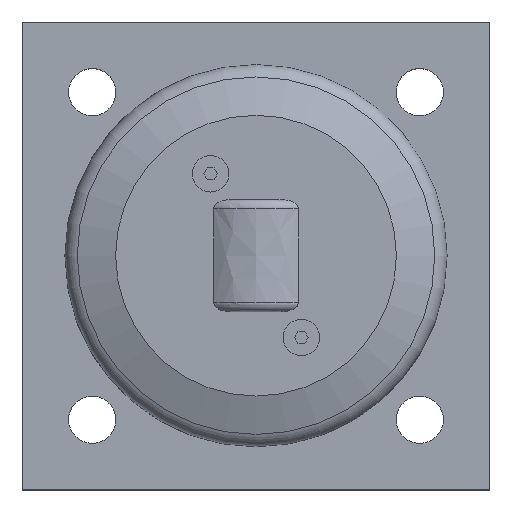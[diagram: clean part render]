
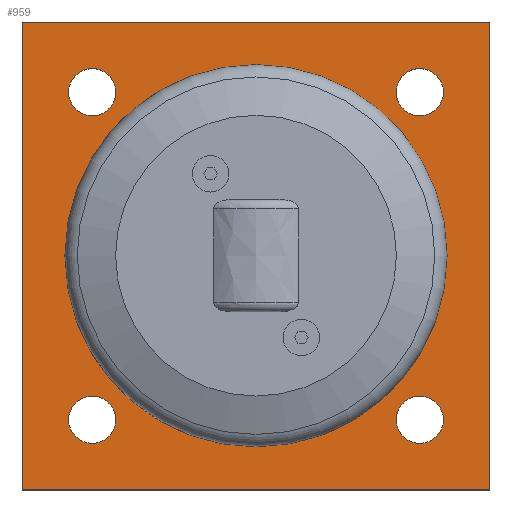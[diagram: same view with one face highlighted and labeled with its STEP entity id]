
A CAD part, top view. The second image highlights one B-rep face of the part: STEP entity #959.
In plain terms, the highlighted planar face has unit normal (0, 0, 1).
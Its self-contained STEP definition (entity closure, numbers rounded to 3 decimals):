
#46=FACE_BOUND('',#205,.T.);
#47=FACE_BOUND('',#206,.T.);
#48=FACE_BOUND('',#207,.T.);
#49=FACE_BOUND('',#208,.T.);
#50=FACE_BOUND('',#209,.T.);
#70=CIRCLE('',#1045,26.5);
#71=CIRCLE('',#1046,5.053);
#72=CIRCLE('',#1047,5.053);
#73=CIRCLE('',#1048,5.053);
#74=CIRCLE('',#1049,5.053);
#75=CIRCLE('',#1050,5.053);
#76=CIRCLE('',#1051,5.053);
#77=CIRCLE('',#1052,5.053);
#78=CIRCLE('',#1053,5.053);
#145=FACE_OUTER_BOUND('',#204,.T.);
#204=EDGE_LOOP('',(#725,#726,#727,#728));
#205=EDGE_LOOP('',(#729));
#206=EDGE_LOOP('',(#730,#731));
#207=EDGE_LOOP('',(#732,#733));
#208=EDGE_LOOP('',(#734,#735));
#209=EDGE_LOOP('',(#736,#737));
#293=LINE('',#1588,#362);
#294=LINE('',#1590,#363);
#295=LINE('',#1592,#364);
#296=LINE('',#1593,#365);
#362=VECTOR('',#1230,10.);
#363=VECTOR('',#1231,10.);
#364=VECTOR('',#1232,10.);
#365=VECTOR('',#1233,10.);
#433=VERTEX_POINT('',#1586);
#434=VERTEX_POINT('',#1587);
#435=VERTEX_POINT('',#1589);
#436=VERTEX_POINT('',#1591);
#437=VERTEX_POINT('',#1594);
#438=VERTEX_POINT('',#1596);
#439=VERTEX_POINT('',#1597);
#440=VERTEX_POINT('',#1600);
#441=VERTEX_POINT('',#1601);
#442=VERTEX_POINT('',#1604);
#443=VERTEX_POINT('',#1605);
#444=VERTEX_POINT('',#1608);
#445=VERTEX_POINT('',#1609);
#546=EDGE_CURVE('',#433,#434,#293,.T.);
#547=EDGE_CURVE('',#435,#433,#294,.T.);
#548=EDGE_CURVE('',#436,#435,#295,.T.);
#549=EDGE_CURVE('',#434,#436,#296,.T.);
#550=EDGE_CURVE('',#437,#437,#70,.T.);
#551=EDGE_CURVE('',#438,#439,#71,.T.);
#552=EDGE_CURVE('',#439,#438,#72,.T.);
#553=EDGE_CURVE('',#440,#441,#73,.T.);
#554=EDGE_CURVE('',#441,#440,#74,.T.);
#555=EDGE_CURVE('',#442,#443,#75,.T.);
#556=EDGE_CURVE('',#443,#442,#76,.T.);
#557=EDGE_CURVE('',#444,#445,#77,.T.);
#558=EDGE_CURVE('',#445,#444,#78,.T.);
#725=ORIENTED_EDGE('',*,*,#546,.F.);
#726=ORIENTED_EDGE('',*,*,#547,.F.);
#727=ORIENTED_EDGE('',*,*,#548,.F.);
#728=ORIENTED_EDGE('',*,*,#549,.F.);
#729=ORIENTED_EDGE('',*,*,#550,.T.);
#730=ORIENTED_EDGE('',*,*,#551,.T.);
#731=ORIENTED_EDGE('',*,*,#552,.T.);
#732=ORIENTED_EDGE('',*,*,#553,.T.);
#733=ORIENTED_EDGE('',*,*,#554,.T.);
#734=ORIENTED_EDGE('',*,*,#555,.T.);
#735=ORIENTED_EDGE('',*,*,#556,.T.);
#736=ORIENTED_EDGE('',*,*,#557,.T.);
#737=ORIENTED_EDGE('',*,*,#558,.T.);
#924=PLANE('',#1044);
#959=ADVANCED_FACE('',(#145,#46,#47,#48,#49,#50),#924,.T.);
#1044=AXIS2_PLACEMENT_3D('',#1585,#1228,#1229);
#1045=AXIS2_PLACEMENT_3D('',#1595,#1234,#1235);
#1046=AXIS2_PLACEMENT_3D('',#1598,#1236,#1237);
#1047=AXIS2_PLACEMENT_3D('',#1599,#1238,#1239);
#1048=AXIS2_PLACEMENT_3D('',#1602,#1240,#1241);
#1049=AXIS2_PLACEMENT_3D('',#1603,#1242,#1243);
#1050=AXIS2_PLACEMENT_3D('',#1606,#1244,#1245);
#1051=AXIS2_PLACEMENT_3D('',#1607,#1246,#1247);
#1052=AXIS2_PLACEMENT_3D('',#1610,#1248,#1249);
#1053=AXIS2_PLACEMENT_3D('',#1611,#1250,#1251);
#1228=DIRECTION('center_axis',(0.,0.,1.));
#1229=DIRECTION('ref_axis',(1.,0.,0.));
#1230=DIRECTION('',(0.,1.,0.));
#1231=DIRECTION('',(-1.,0.,0.));
#1232=DIRECTION('',(0.,-1.,0.));
#1233=DIRECTION('',(1.,0.,0.));
#1234=DIRECTION('center_axis',(0.,0.,-1.));
#1235=DIRECTION('ref_axis',(0.,-1.,0.));
#1236=DIRECTION('center_axis',(0.,0.,-1.));
#1237=DIRECTION('ref_axis',(1.,0.,0.));
#1238=DIRECTION('center_axis',(0.,0.,-1.));
#1239=DIRECTION('ref_axis',(1.,0.,0.));
#1240=DIRECTION('center_axis',(0.,0.,-1.));
#1241=DIRECTION('ref_axis',(1.,0.,0.));
#1242=DIRECTION('center_axis',(0.,0.,-1.));
#1243=DIRECTION('ref_axis',(1.,0.,0.));
#1244=DIRECTION('center_axis',(0.,0.,-1.));
#1245=DIRECTION('ref_axis',(1.,0.,0.));
#1246=DIRECTION('center_axis',(0.,0.,-1.));
#1247=DIRECTION('ref_axis',(1.,0.,0.));
#1248=DIRECTION('center_axis',(0.,0.,-1.));
#1249=DIRECTION('ref_axis',(1.,0.,0.));
#1250=DIRECTION('center_axis',(0.,0.,-1.));
#1251=DIRECTION('ref_axis',(1.,0.,0.));
#1585=CARTESIAN_POINT('Origin',(50.,50.,15.));
#1586=CARTESIAN_POINT('',(0.,0.,15.));
#1587=CARTESIAN_POINT('',(0.,100.,15.));
#1588=CARTESIAN_POINT('',(0.,100.,15.));
#1589=CARTESIAN_POINT('',(100.,0.,15.));
#1590=CARTESIAN_POINT('',(0.,0.,15.));
#1591=CARTESIAN_POINT('',(100.,100.,15.));
#1592=CARTESIAN_POINT('',(100.,0.,15.));
#1593=CARTESIAN_POINT('',(100.,100.,15.));
#1594=CARTESIAN_POINT('',(50.,76.5,15.));
#1595=CARTESIAN_POINT('Origin',(50.,50.,15.));
#1596=CARTESIAN_POINT('',(20.053,15.,15.));
#1597=CARTESIAN_POINT('',(9.947,15.,15.));
#1598=CARTESIAN_POINT('Origin',(15.,15.,15.));
#1599=CARTESIAN_POINT('Origin',(15.,15.,15.));
#1600=CARTESIAN_POINT('',(90.053,15.,15.));
#1601=CARTESIAN_POINT('',(79.947,15.,15.));
#1602=CARTESIAN_POINT('Origin',(85.,15.,15.));
#1603=CARTESIAN_POINT('Origin',(85.,15.,15.));
#1604=CARTESIAN_POINT('',(90.053,85.,15.));
#1605=CARTESIAN_POINT('',(79.947,85.,15.));
#1606=CARTESIAN_POINT('Origin',(85.,85.,15.));
#1607=CARTESIAN_POINT('Origin',(85.,85.,15.));
#1608=CARTESIAN_POINT('',(20.053,85.,15.));
#1609=CARTESIAN_POINT('',(9.947,85.,15.));
#1610=CARTESIAN_POINT('Origin',(15.,85.,15.));
#1611=CARTESIAN_POINT('Origin',(15.,85.,15.));
